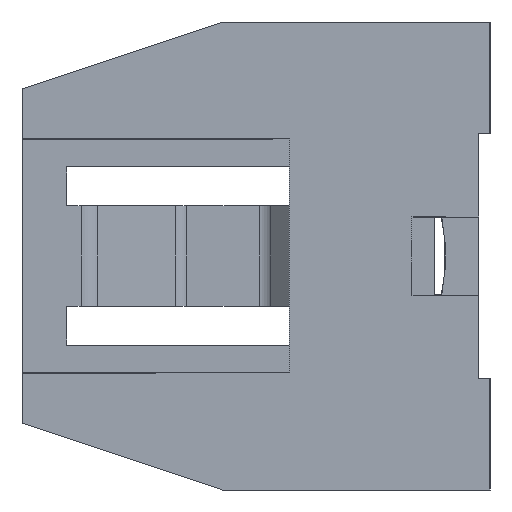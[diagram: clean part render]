
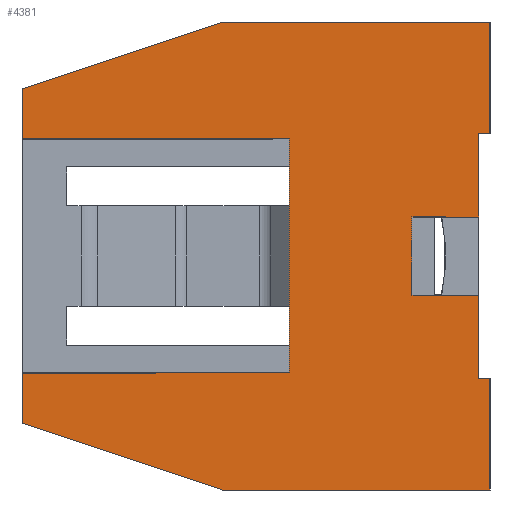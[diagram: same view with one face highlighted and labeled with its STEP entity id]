
A CAD part, left-side view. The second image highlights one B-rep face of the part: STEP entity #4381.
In plain terms, the highlighted planar face has unit normal (-1, 0, 0).
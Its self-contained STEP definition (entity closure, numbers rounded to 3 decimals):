
#42 = CARTESIAN_POINT ( 'NONE',  ( -37.5, 21., -5.25 ) ) ;
#87 = VERTEX_POINT ( 'NONE', #2818 ) ;
#228 = VECTOR ( 'NONE', #691, 1000. ) ;
#276 = DIRECTION ( 'NONE',  ( 0., -1., 0. ) ) ;
#312 = LINE ( 'NONE', #1369, #2925 ) ;
#343 = EDGE_LOOP ( 'NONE', ( #4979, #2909, #1655, #2209, #4315, #4880, #1829, #3631, #626, #3369, #4498, #4611, #2572, #3014, #4837, #788, #3583, #3882 ) ) ;
#350 = CARTESIAN_POINT ( 'NONE',  ( -37.5, 0.5, 0. ) ) ;
#398 = CARTESIAN_POINT ( 'NONE',  ( -37.5, 0.5, -1.75 ) ) ;
#467 = EDGE_CURVE ( 'NONE', #777, #5620, #5437, .T. ) ;
#505 = VECTOR ( 'NONE', #3127, 1000. ) ;
#537 = EDGE_CURVE ( 'NONE', #2375, #1389, #1674, .T. ) ;
#612 = PLANE ( 'NONE',  #2126 ) ;
#626 = ORIENTED_EDGE ( 'NONE', *, *, #1110, .T. ) ;
#691 = DIRECTION ( 'NONE',  ( 0., 0., -1. ) ) ;
#710 = VECTOR ( 'NONE', #1773, 1000. ) ;
#715 = EDGE_CURVE ( 'NONE', #5229, #1651, #1051, .T. ) ;
#777 = VERTEX_POINT ( 'NONE', #2205 ) ;
#779 = DIRECTION ( 'NONE',  ( 0., 0., -1. ) ) ;
#788 = ORIENTED_EDGE ( 'NONE', *, *, #715, .F. ) ;
#798 = CARTESIAN_POINT ( 'NONE',  ( -37.5, 21., 7.5 ) ) ;
#801 = VECTOR ( 'NONE', #779, 1000. ) ;
#810 = CARTESIAN_POINT ( 'NONE',  ( -37.5, 9., -5.25 ) ) ;
#854 = VECTOR ( 'NONE', #1477, 1000. ) ;
#953 = CARTESIAN_POINT ( 'NONE',  ( -37.5, 0.5, -5.5 ) ) ;
#1051 = LINE ( 'NONE', #953, #2740 ) ;
#1110 = EDGE_CURVE ( 'NONE', #1804, #2670, #4426, .T. ) ;
#1149 = CARTESIAN_POINT ( 'NONE',  ( -37.5, 21., 5.25 ) ) ;
#1159 = CARTESIAN_POINT ( 'NONE',  ( -37.5, 9., 5.25 ) ) ;
#1188 = CARTESIAN_POINT ( 'NONE',  ( -37.5, 0.5, 1.75 ) ) ;
#1204 = EDGE_CURVE ( 'NONE', #2375, #1754, #1595, .T. ) ;
#1228 = CARTESIAN_POINT ( 'NONE',  ( -37.5, 3.5, 1.75 ) ) ;
#1245 = CARTESIAN_POINT ( 'NONE',  ( -37.5, 12., -10.5 ) ) ;
#1287 = LINE ( 'NONE', #2359, #2320 ) ;
#1288 = CARTESIAN_POINT ( 'NONE',  ( -37.5, 21., 10.5 ) ) ;
#1290 = DIRECTION ( 'NONE',  ( 0., -1., 0. ) ) ;
#1296 = EDGE_CURVE ( 'NONE', #1804, #1920, #3830, .T. ) ;
#1369 = CARTESIAN_POINT ( 'NONE',  ( -37.5, 21., 7.5 ) ) ;
#1389 = VERTEX_POINT ( 'NONE', #5624 ) ;
#1398 = CARTESIAN_POINT ( 'NONE',  ( -37.5, 0.5, -5.5 ) ) ;
#1446 = CARTESIAN_POINT ( 'NONE',  ( -37.5, 0., 5.5 ) ) ;
#1475 = VERTEX_POINT ( 'NONE', #1446 ) ;
#1477 = DIRECTION ( 'NONE',  ( 0., 0., 1. ) ) ;
#1517 = VECTOR ( 'NONE', #2596, 1000. ) ;
#1534 = EDGE_CURVE ( 'NONE', #2611, #2694, #1846, .T. ) ;
#1591 = VECTOR ( 'NONE', #1290, 1000. ) ;
#1595 = LINE ( 'NONE', #4606, #3433 ) ;
#1630 = EDGE_CURVE ( 'NONE', #1961, #5229, #1287, .T. ) ;
#1647 = DIRECTION ( 'NONE',  ( 0., -0.949, -0.316 ) ) ;
#1651 = VERTEX_POINT ( 'NONE', #2792 ) ;
#1655 = ORIENTED_EDGE ( 'NONE', *, *, #1867, .F. ) ;
#1674 = LINE ( 'NONE', #3575, #1735 ) ;
#1735 = VECTOR ( 'NONE', #2254, 1000. ) ;
#1754 = VERTEX_POINT ( 'NONE', #1188 ) ;
#1773 = DIRECTION ( 'NONE',  ( 0., -1., 0. ) ) ;
#1804 = VERTEX_POINT ( 'NONE', #1149 ) ;
#1808 = DIRECTION ( 'NONE',  ( 0., 0.949, -0.316 ) ) ;
#1829 = ORIENTED_EDGE ( 'NONE', *, *, #2829, .T. ) ;
#1846 = LINE ( 'NONE', #3956, #4736 ) ;
#1854 = DIRECTION ( 'NONE',  ( 0., -1., 0. ) ) ;
#1867 = EDGE_CURVE ( 'NONE', #87, #1754, #3334, .T. ) ;
#1892 = LINE ( 'NONE', #4021, #854 ) ;
#1917 = DIRECTION ( 'NONE',  ( 0., 0., -1. ) ) ;
#1920 = VERTEX_POINT ( 'NONE', #798 ) ;
#1942 = VERTEX_POINT ( 'NONE', #810 ) ;
#1961 = VERTEX_POINT ( 'NONE', #398 ) ;
#2126 = AXIS2_PLACEMENT_3D ( 'NONE', #4483, #4879, #1917 ) ;
#2180 = CARTESIAN_POINT ( 'NONE',  ( -37.5, 3.5, -1.75 ) ) ;
#2205 = CARTESIAN_POINT ( 'NONE',  ( -37.5, 21., -7.5 ) ) ;
#2209 = ORIENTED_EDGE ( 'NONE', *, *, #4514, .T. ) ;
#2254 = DIRECTION ( 'NONE',  ( 0., 0., -1. ) ) ;
#2269 = LINE ( 'NONE', #4782, #1517 ) ;
#2320 = VECTOR ( 'NONE', #2780, 1000. ) ;
#2354 = FACE_OUTER_BOUND ( 'NONE', #343, .T. ) ;
#2359 = CARTESIAN_POINT ( 'NONE',  ( -37.5, 0.5, 0. ) ) ;
#2365 = LINE ( 'NONE', #42, #505 ) ;
#2366 = CARTESIAN_POINT ( 'NONE',  ( -37.5, 12., 10.5 ) ) ;
#2371 = LINE ( 'NONE', #3032, #710 ) ;
#2375 = VERTEX_POINT ( 'NONE', #1228 ) ;
#2527 = DIRECTION ( 'NONE',  ( 0., 0., 1. ) ) ;
#2539 = LINE ( 'NONE', #2180, #1591 ) ;
#2544 = CARTESIAN_POINT ( 'NONE',  ( -37.5, 0.5, 5.5 ) ) ;
#2567 = DIRECTION ( 'NONE',  ( 0., -1., 0. ) ) ;
#2572 = ORIENTED_EDGE ( 'NONE', *, *, #3244, .T. ) ;
#2573 = LINE ( 'NONE', #4961, #3596 ) ;
#2596 = DIRECTION ( 'NONE',  ( 0., 0., 1. ) ) ;
#2611 = VERTEX_POINT ( 'NONE', #1245 ) ;
#2661 = VERTEX_POINT ( 'NONE', #2933 ) ;
#2670 = VERTEX_POINT ( 'NONE', #1159 ) ;
#2673 = VECTOR ( 'NONE', #2527, 1000. ) ;
#2694 = VERTEX_POINT ( 'NONE', #3802 ) ;
#2740 = VECTOR ( 'NONE', #3094, 1000. ) ;
#2780 = DIRECTION ( 'NONE',  ( 0., 0., -1. ) ) ;
#2792 = CARTESIAN_POINT ( 'NONE',  ( -37.5, 0., -5.5 ) ) ;
#2818 = CARTESIAN_POINT ( 'NONE',  ( -37.5, 0.5, 5.5 ) ) ;
#2829 = EDGE_CURVE ( 'NONE', #5309, #1920, #312, .T. ) ;
#2909 = ORIENTED_EDGE ( 'NONE', *, *, #1204, .T. ) ;
#2923 = CARTESIAN_POINT ( 'NONE',  ( -37.5, 9., 5.25 ) ) ;
#2925 = VECTOR ( 'NONE', #1808, 1000. ) ;
#2933 = CARTESIAN_POINT ( 'NONE',  ( -37.5, 0., 10.5 ) ) ;
#2943 = CARTESIAN_POINT ( 'NONE',  ( -37.5, 21., 10.5 ) ) ;
#3002 = DIRECTION ( 'NONE',  ( 0., 0., 1. ) ) ;
#3014 = ORIENTED_EDGE ( 'NONE', *, *, #1534, .T. ) ;
#3032 = CARTESIAN_POINT ( 'NONE',  ( -37.5, 21., 10.5 ) ) ;
#3094 = DIRECTION ( 'NONE',  ( 0., -1., 0. ) ) ;
#3127 = DIRECTION ( 'NONE',  ( 0., 1., 0. ) ) ;
#3244 = EDGE_CURVE ( 'NONE', #777, #2611, #2573, .T. ) ;
#3334 = LINE ( 'NONE', #350, #801 ) ;
#3369 = ORIENTED_EDGE ( 'NONE', *, *, #3384, .T. ) ;
#3384 = EDGE_CURVE ( 'NONE', #2670, #1942, #4863, .T. ) ;
#3433 = VECTOR ( 'NONE', #276, 1000. ) ;
#3502 = VECTOR ( 'NONE', #1854, 1000. ) ;
#3575 = CARTESIAN_POINT ( 'NONE',  ( -37.5, 3.5, 1.75 ) ) ;
#3583 = ORIENTED_EDGE ( 'NONE', *, *, #1630, .F. ) ;
#3596 = VECTOR ( 'NONE', #1647, 1000. ) ;
#3631 = ORIENTED_EDGE ( 'NONE', *, *, #1296, .F. ) ;
#3682 = EDGE_CURVE ( 'NONE', #5309, #2661, #2371, .T. ) ;
#3758 = EDGE_CURVE ( 'NONE', #2694, #1651, #1892, .T. ) ;
#3793 = EDGE_CURVE ( 'NONE', #1942, #5620, #2365, .T. ) ;
#3802 = CARTESIAN_POINT ( 'NONE',  ( -37.5, 0., -10.5 ) ) ;
#3830 = LINE ( 'NONE', #2943, #2673 ) ;
#3840 = LINE ( 'NONE', #2544, #4039 ) ;
#3882 = ORIENTED_EDGE ( 'NONE', *, *, #5088, .F. ) ;
#3956 = CARTESIAN_POINT ( 'NONE',  ( -37.5, 21., -10.5 ) ) ;
#3997 = DIRECTION ( 'NONE',  ( 0., -1., 0. ) ) ;
#4021 = CARTESIAN_POINT ( 'NONE',  ( -37.5, 0., 10.5 ) ) ;
#4039 = VECTOR ( 'NONE', #2567, 1000. ) ;
#4315 = ORIENTED_EDGE ( 'NONE', *, *, #5579, .T. ) ;
#4363 = CARTESIAN_POINT ( 'NONE',  ( -37.5, 21., -5.25 ) ) ;
#4381 = ADVANCED_FACE ( 'NONE', ( #2354 ), #612, .F. ) ;
#4426 = LINE ( 'NONE', #4427, #3502 ) ;
#4427 = CARTESIAN_POINT ( 'NONE',  ( -37.5, 21., 5.25 ) ) ;
#4483 = CARTESIAN_POINT ( 'NONE',  ( -37.5, 21., 10.5 ) ) ;
#4498 = ORIENTED_EDGE ( 'NONE', *, *, #3793, .T. ) ;
#4514 = EDGE_CURVE ( 'NONE', #87, #1475, #3840, .T. ) ;
#4606 = CARTESIAN_POINT ( 'NONE',  ( -37.5, 3.5, 1.75 ) ) ;
#4611 = ORIENTED_EDGE ( 'NONE', *, *, #467, .F. ) ;
#4636 = VECTOR ( 'NONE', #3002, 1000. ) ;
#4736 = VECTOR ( 'NONE', #3997, 1000. ) ;
#4782 = CARTESIAN_POINT ( 'NONE',  ( -37.5, 0., 10.5 ) ) ;
#4837 = ORIENTED_EDGE ( 'NONE', *, *, #3758, .T. ) ;
#4863 = LINE ( 'NONE', #2923, #228 ) ;
#4879 = DIRECTION ( 'NONE',  ( 1., 0., 0. ) ) ;
#4880 = ORIENTED_EDGE ( 'NONE', *, *, #3682, .F. ) ;
#4961 = CARTESIAN_POINT ( 'NONE',  ( -37.5, 21., -7.5 ) ) ;
#4979 = ORIENTED_EDGE ( 'NONE', *, *, #537, .F. ) ;
#5088 = EDGE_CURVE ( 'NONE', #1389, #1961, #2539, .T. ) ;
#5229 = VERTEX_POINT ( 'NONE', #1398 ) ;
#5309 = VERTEX_POINT ( 'NONE', #2366 ) ;
#5437 = LINE ( 'NONE', #1288, #4636 ) ;
#5579 = EDGE_CURVE ( 'NONE', #1475, #2661, #2269, .T. ) ;
#5620 = VERTEX_POINT ( 'NONE', #4363 ) ;
#5624 = CARTESIAN_POINT ( 'NONE',  ( -37.5, 3.5, -1.75 ) ) ;
